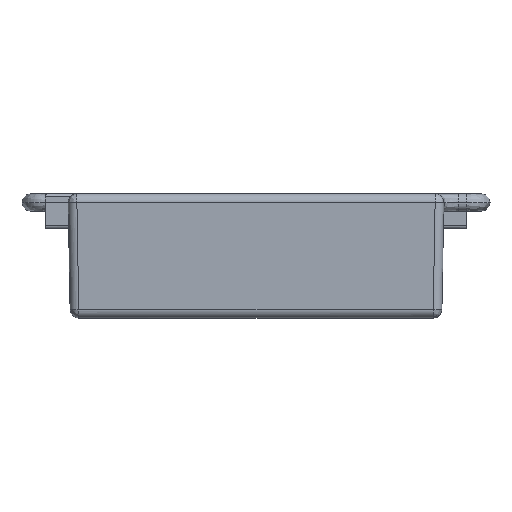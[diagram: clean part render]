
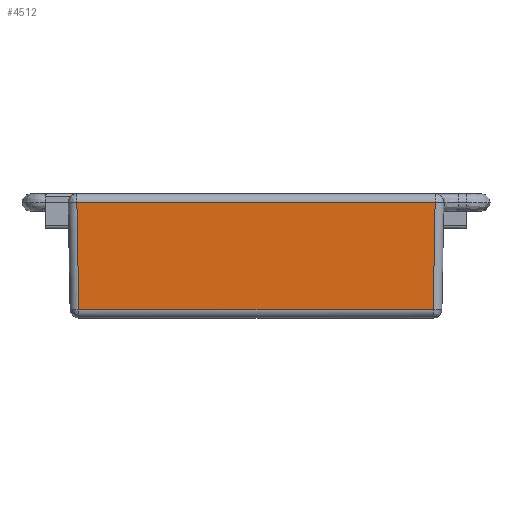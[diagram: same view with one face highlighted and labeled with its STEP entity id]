
A CAD part, left-side view. The second image highlights one B-rep face of the part: STEP entity #4512.
In plain terms, the highlighted planar face has unit normal (-1, 0, -0.018).
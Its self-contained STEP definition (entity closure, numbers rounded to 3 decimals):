
#57 = CARTESIAN_POINT ( 'NONE',  ( 14302.463, -1651.065, -12.763 ) ) ;
#87 = EDGE_CURVE ( 'NONE', #4905, #2556, #3175, .T. ) ;
#312 = VECTOR ( 'NONE', #4983, 1000. ) ;
#338 = CARTESIAN_POINT ( 'NONE',  ( 14302.787, -1714.242, -31.289 ) ) ;
#456 = FACE_OUTER_BOUND ( 'NONE', #2507, .T. ) ;
#682 = CARTESIAN_POINT ( 'NONE',  ( 14302.463, -1714.565, -12.763 ) ) ;
#797 = ORIENTED_EDGE ( 'NONE', *, *, #2335, .T. ) ;
#824 = AXIS2_PLACEMENT_3D ( 'NONE', #3665, #1101, #4706 ) ;
#1101 = DIRECTION ( 'NONE',  ( -1., 0., -0.017 ) ) ;
#1107 = EDGE_CURVE ( 'NONE', #2556, #3926, #3867, .T. ) ;
#1207 = ORIENTED_EDGE ( 'NONE', *, *, #1107, .T. ) ;
#1363 = CARTESIAN_POINT ( 'NONE',  ( 14302.787, -1667.315, -31.289 ) ) ;
#1366 = CARTESIAN_POINT ( 'NONE',  ( 14302.463, -1652.565, -12.763 ) ) ;
#1449 = VERTEX_POINT ( 'NONE', #2520 ) ;
#1886 = DIRECTION ( 'NONE',  ( 0., 1., 0. ) ) ;
#1917 = CARTESIAN_POINT ( 'NONE',  ( 14302.463, -1652.565, -12.763 ) ) ;
#2032 = LINE ( 'NONE', #1363, #4610 ) ;
#2335 = EDGE_CURVE ( 'NONE', #3926, #1449, #4220, .T. ) ;
#2507 = EDGE_LOOP ( 'NONE', ( #1207, #797, #2527, #2682 ) ) ;
#2520 = CARTESIAN_POINT ( 'NONE',  ( 14302.787, -1652.888, -31.289 ) ) ;
#2527 = ORIENTED_EDGE ( 'NONE', *, *, #4724, .F. ) ;
#2556 = VERTEX_POINT ( 'NONE', #682 ) ;
#2682 = ORIENTED_EDGE ( 'NONE', *, *, #87, .T. ) ;
#3175 = LINE ( 'NONE', #338, #4693 ) ;
#3665 = CARTESIAN_POINT ( 'NONE',  ( 14302.463, -1651.065, -12.763 ) ) ;
#3688 = VECTOR ( 'NONE', #5211, 1000. ) ;
#3867 = LINE ( 'NONE', #57, #3688 ) ;
#3926 = VERTEX_POINT ( 'NONE', #1917 ) ;
#4220 = LINE ( 'NONE', #1366, #312 ) ;
#4512 = ADVANCED_FACE ( 'NONE', ( #456 ), #6265, .T. ) ;
#4610 = VECTOR ( 'NONE', #1886, 1000. ) ;
#4693 = VECTOR ( 'NONE', #4956, 1000. ) ;
#4706 = DIRECTION ( 'NONE',  ( -0.017, 0., 1. ) ) ;
#4724 = EDGE_CURVE ( 'NONE', #4905, #1449, #2032, .T. ) ;
#4905 = VERTEX_POINT ( 'NONE', #5551 ) ;
#4956 = DIRECTION ( 'NONE',  ( -0.017, -0.017, 1. ) ) ;
#4983 = DIRECTION ( 'NONE',  ( 0.017, -0.017, -1. ) ) ;
#5211 = DIRECTION ( 'NONE',  ( 0., 1., 0. ) ) ;
#5551 = CARTESIAN_POINT ( 'NONE',  ( 14302.787, -1714.242, -31.289 ) ) ;
#6265 = PLANE ( 'NONE',  #824 ) ;
